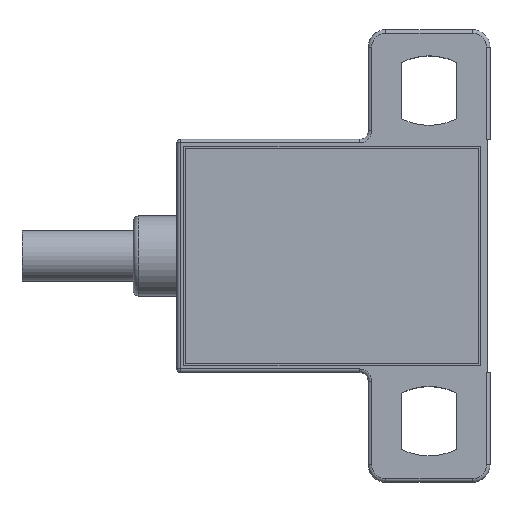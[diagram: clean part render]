
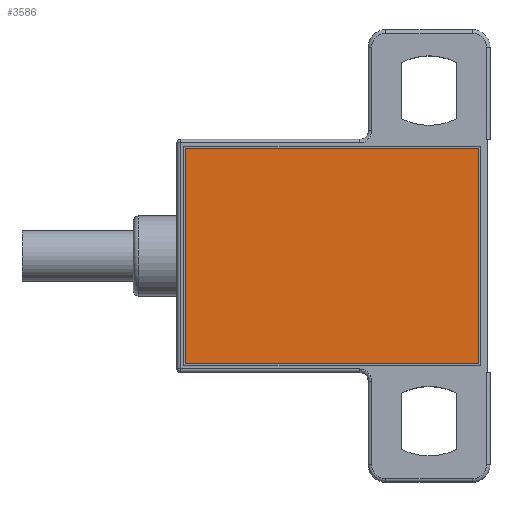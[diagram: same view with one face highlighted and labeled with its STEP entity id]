
A CAD part, top view. The second image highlights one B-rep face of the part: STEP entity #3586.
In plain terms, the highlighted planar face has unit normal (0, 0, 1).
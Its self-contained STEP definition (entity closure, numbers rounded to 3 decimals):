
#415=DIRECTION('',(-1.,0.,0.));
#416=VECTOR('',#415,16.85);
#417=CARTESIAN_POINT('',(-0.9,6.2,7.05));
#418=LINE('',#417,#416);
#419=DIRECTION('',(0.,1.,0.));
#420=VECTOR('',#419,12.4);
#421=CARTESIAN_POINT('',(-0.9,-6.2,7.05));
#422=LINE('',#421,#420);
#423=DIRECTION('',(1.,0.,0.));
#424=VECTOR('',#423,16.85);
#425=CARTESIAN_POINT('',(-17.75,-6.2,7.05));
#426=LINE('',#425,#424);
#427=DIRECTION('',(0.,-1.,0.));
#428=VECTOR('',#427,12.4);
#429=CARTESIAN_POINT('',(-17.75,6.2,7.05));
#430=LINE('',#429,#428);
#2994=CARTESIAN_POINT('',(-0.9,6.2,7.05));
#2995=CARTESIAN_POINT('',(-17.75,6.2,7.05));
#2996=VERTEX_POINT('',#2994);
#2997=VERTEX_POINT('',#2995);
#2998=CARTESIAN_POINT('',(-17.75,-6.2,7.05));
#2999=VERTEX_POINT('',#2998);
#3000=CARTESIAN_POINT('',(-0.9,-6.2,7.05));
#3001=VERTEX_POINT('',#3000);
#3575=CARTESIAN_POINT('',(0.,0.,7.05));
#3576=DIRECTION('',(0.,0.,1.));
#3577=DIRECTION('',(0.,-1.,0.));
#3578=AXIS2_PLACEMENT_3D('',#3575,#3576,#3577);
#3579=PLANE('',#3578);
#3580=ORIENTED_EDGE('',*,*,#3527,.F.);
#3581=ORIENTED_EDGE('',*,*,#3542,.F.);
#3582=ORIENTED_EDGE('',*,*,#3556,.F.);
#3583=ORIENTED_EDGE('',*,*,#3569,.F.);
#3584=EDGE_LOOP('',(#3580,#3581,#3582,#3583));
#3585=FACE_OUTER_BOUND('',#3584,.F.);
#3586=ADVANCED_FACE('',(#3585),#3579,.T.);
#3527=EDGE_CURVE('',#2996,#2997,#418,.T.);
#3542=EDGE_CURVE('',#3001,#2996,#422,.T.);
#3556=EDGE_CURVE('',#2999,#3001,#426,.T.);
#3569=EDGE_CURVE('',#2997,#2999,#430,.T.);
